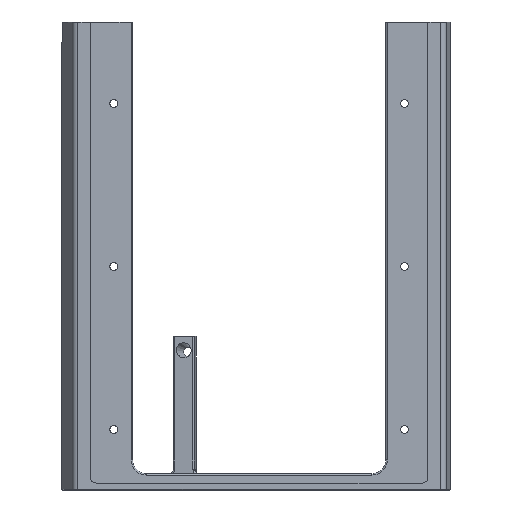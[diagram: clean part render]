
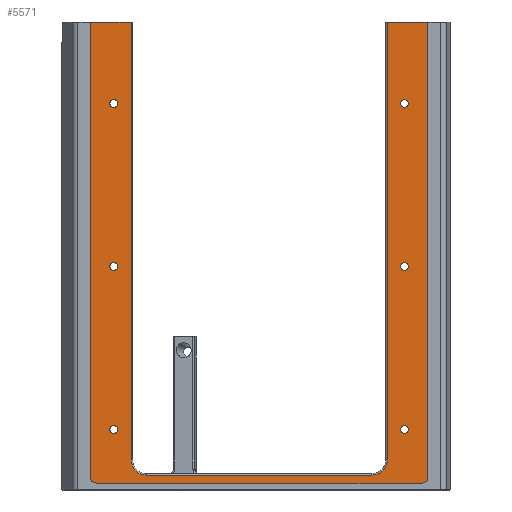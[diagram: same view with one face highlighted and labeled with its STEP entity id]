
A CAD part, front view. The second image highlights one B-rep face of the part: STEP entity #5571.
In plain terms, the highlighted planar face has unit normal (0, -1, 0).
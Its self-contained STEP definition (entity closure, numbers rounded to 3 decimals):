
#85=PLANE('',#2652);
#333=VECTOR('',#1849,1.);
#334=VECTOR('',#1861,1.);
#335=VECTOR('',#1873,1.);
#337=VECTOR('',#1876,1.);
#338=VECTOR('',#1877,1.);
#339=VECTOR('',#1880,1.);
#340=VECTOR('',#1883,1.);
#693=LINE('',#6921,#333);
#694=LINE('',#6930,#334);
#695=LINE('',#6941,#335);
#697=LINE('',#6944,#337);
#698=LINE('',#6946,#338);
#699=LINE('',#6950,#339);
#700=LINE('',#6954,#340);
#1227=VERTEX_POINT('',#6915);
#1230=VERTEX_POINT('',#6920);
#1231=VERTEX_POINT('',#6924);
#1232=VERTEX_POINT('',#6929);
#1234=VERTEX_POINT('',#6934);
#1236=VERTEX_POINT('',#6940);
#1237=VERTEX_POINT('',#6945);
#1238=VERTEX_POINT('',#6947);
#1239=VERTEX_POINT('',#6949);
#1240=VERTEX_POINT('',#6951);
#1241=VERTEX_POINT('',#6953);
#1242=VERTEX_POINT('',#6955);
#1243=VERTEX_POINT('',#6957);
#1244=VERTEX_POINT('',#6959);
#1245=VERTEX_POINT('',#6961);
#1246=VERTEX_POINT('',#6963);
#1247=VERTEX_POINT('',#6965);
#1248=VERTEX_POINT('',#6967);
#1849=DIRECTION('',(0.,0.,1.));
#1853=DIRECTION('',(0.,-1.,0.));
#1854=DIRECTION('',(4.667,0.,-4.667));
#1861=DIRECTION('',(1.,0.,0.));
#1865=DIRECTION('',(0.,-1.,0.));
#1866=DIRECTION('',(-4.667,0.,-4.667));
#1873=DIRECTION('',(0.,0.,-1.));
#1875=DIRECTION('',(0.,1.,0.));
#1876=DIRECTION('',(1.,0.,0.));
#1877=DIRECTION('',(0.,0.,-1.));
#1878=DIRECTION('',(0.,-1.,0.));
#1879=DIRECTION('',(-1.697,0.,-1.697));
#1880=DIRECTION('',(1.,0.,0.));
#1881=DIRECTION('',(0.,-1.,0.));
#1882=DIRECTION('',(1.697,0.,-1.697));
#1883=DIRECTION('',(0.,0.,1.));
#1884=DIRECTION('',(0.,1.,0.));
#1885=DIRECTION('',(0.,0.,-1.7));
#1886=DIRECTION('',(0.,1.,0.));
#1887=DIRECTION('',(0.,0.,-1.7));
#1888=DIRECTION('',(0.,1.,0.));
#1889=DIRECTION('',(0.,0.,-1.7));
#1890=DIRECTION('',(0.,1.,0.));
#1891=DIRECTION('',(0.,0.,-1.7));
#1892=DIRECTION('',(0.,1.,0.));
#1893=DIRECTION('',(0.,0.,-1.7));
#1894=DIRECTION('',(0.,1.,0.));
#1895=DIRECTION('',(0.,0.,-1.7));
#2642=AXIS2_PLACEMENT_3D('',#6925,#1853,#1854);
#2648=AXIS2_PLACEMENT_3D('',#6935,#1865,#1866);
#2652=AXIS2_PLACEMENT_3D('',#6943,#1875,$);
#2653=AXIS2_PLACEMENT_3D('',#6948,#1878,#1879);
#2654=AXIS2_PLACEMENT_3D('',#6952,#1881,#1882);
#2655=AXIS2_PLACEMENT_3D('',#6956,#1884,#1885);
#2656=AXIS2_PLACEMENT_3D('',#6958,#1886,#1887);
#2657=AXIS2_PLACEMENT_3D('',#6960,#1888,#1889);
#2658=AXIS2_PLACEMENT_3D('',#6962,#1890,#1891);
#2659=AXIS2_PLACEMENT_3D('',#6964,#1892,#1893);
#2660=AXIS2_PLACEMENT_3D('',#6966,#1894,#1895);
#2992=CIRCLE('',#2642,6.6);
#2996=CIRCLE('',#2648,6.6);
#2999=CIRCLE('',#2653,2.4);
#3000=CIRCLE('',#2654,2.4);
#3001=CIRCLE('',#2655,1.7);
#3002=CIRCLE('',#2656,1.7);
#3003=CIRCLE('',#2657,1.7);
#3004=CIRCLE('',#2658,1.7);
#3005=CIRCLE('',#2659,1.7);
#3006=CIRCLE('',#2660,1.7);
#3390=EDGE_CURVE('',#1230,#1227,#693,.T.);
#3392=EDGE_CURVE('',#1231,#1230,#2992,.T.);
#3395=EDGE_CURVE('',#1232,#1231,#694,.T.);
#3397=EDGE_CURVE('',#1234,#1232,#2996,.T.);
#3400=EDGE_CURVE('',#1236,#1234,#695,.T.);
#3402=EDGE_CURVE('',#1237,#1236,#697,.T.);
#3403=EDGE_CURVE('',#1237,#1238,#698,.T.);
#3404=EDGE_CURVE('',#1238,#1239,#2999,.T.);
#3405=EDGE_CURVE('',#1239,#1240,#699,.T.);
#3406=EDGE_CURVE('',#1240,#1241,#3000,.T.);
#3407=EDGE_CURVE('',#1241,#1242,#700,.T.);
#3408=EDGE_CURVE('',#1227,#1242,#697,.T.);
#3409=EDGE_CURVE('',#1243,#1243,#3001,.T.);
#3410=EDGE_CURVE('',#1244,#1244,#3002,.T.);
#3411=EDGE_CURVE('',#1245,#1245,#3003,.T.);
#3412=EDGE_CURVE('',#1246,#1246,#3004,.T.);
#3413=EDGE_CURVE('',#1247,#1247,#3005,.T.);
#3414=EDGE_CURVE('',#1248,#1248,#3006,.T.);
#4161=ORIENTED_EDGE('',*,*,#3390,.F.);
#4162=ORIENTED_EDGE('',*,*,#3392,.F.);
#4163=ORIENTED_EDGE('',*,*,#3395,.F.);
#4164=ORIENTED_EDGE('',*,*,#3397,.F.);
#4165=ORIENTED_EDGE('',*,*,#3400,.F.);
#4166=ORIENTED_EDGE('',*,*,#3402,.F.);
#4167=ORIENTED_EDGE('',*,*,#3403,.T.);
#4168=ORIENTED_EDGE('',*,*,#3404,.T.);
#4169=ORIENTED_EDGE('',*,*,#3405,.T.);
#4170=ORIENTED_EDGE('',*,*,#3406,.T.);
#4171=ORIENTED_EDGE('',*,*,#3407,.T.);
#4172=ORIENTED_EDGE('',*,*,#3408,.F.);
#4173=ORIENTED_EDGE('',*,*,#3409,.T.);
#4174=ORIENTED_EDGE('',*,*,#3410,.T.);
#4175=ORIENTED_EDGE('',*,*,#3411,.T.);
#4176=ORIENTED_EDGE('',*,*,#3412,.T.);
#4177=ORIENTED_EDGE('',*,*,#3413,.T.);
#4178=ORIENTED_EDGE('',*,*,#3414,.T.);
#5005=EDGE_LOOP('',(#4161,#4162,#4163,#4164,#4165,#4166,#4167,#4168,#4169,
#4170,#4171,#4172));
#5006=EDGE_LOOP('',(#4173));
#5007=EDGE_LOOP('',(#4174));
#5008=EDGE_LOOP('',(#4175));
#5009=EDGE_LOOP('',(#4176));
#5010=EDGE_LOOP('',(#4177));
#5011=EDGE_LOOP('',(#4178));
#5293=FACE_BOUND('',#5005,.T.);
#5294=FACE_BOUND('',#5006,.T.);
#5295=FACE_BOUND('',#5007,.T.);
#5296=FACE_BOUND('',#5008,.T.);
#5297=FACE_BOUND('',#5009,.T.);
#5298=FACE_BOUND('',#5010,.T.);
#5299=FACE_BOUND('',#5011,.T.);
#5571=ADVANCED_FACE('',(#5293,#5294,#5295,#5296,#5297,#5298,#5299),#85,
 .F.);
#6915=CARTESIAN_POINT('',(134.785,1.6,198.));
#6920=CARTESIAN_POINT('',(134.785,1.6,10.));
#6921=CARTESIAN_POINT('',(134.785,1.6,100.));
#6924=CARTESIAN_POINT('',(128.185,1.6,3.4));
#6925=CARTESIAN_POINT('',(128.185,1.6,10.));
#6929=CARTESIAN_POINT('',(31.385,1.6,3.4));
#6930=CARTESIAN_POINT('',(79.785,1.6,3.4));
#6934=CARTESIAN_POINT('',(24.785,1.6,10.));
#6935=CARTESIAN_POINT('',(31.385,1.6,10.));
#6940=CARTESIAN_POINT('',(24.785,1.6,198.));
#6941=CARTESIAN_POINT('',(24.785,1.6,100.));
#6943=CARTESIAN_POINT('',(79.785,1.6,99.));
#6944=CARTESIAN_POINT('',(76.186,1.6,198.));
#6945=CARTESIAN_POINT('',(7.385,1.6,198.));
#6946=CARTESIAN_POINT('',(7.385,1.6,0.));
#6947=CARTESIAN_POINT('',(7.385,1.6,2.4));
#6948=CARTESIAN_POINT('',(9.785,1.6,2.4));
#6949=CARTESIAN_POINT('',(9.785,1.6,0.));
#6950=CARTESIAN_POINT('',(152.185,1.6,0.));
#6951=CARTESIAN_POINT('',(149.785,1.6,0.));
#6952=CARTESIAN_POINT('',(149.785,1.6,2.4));
#6953=CARTESIAN_POINT('',(152.185,1.6,2.4));
#6954=CARTESIAN_POINT('',(152.185,1.6,198.));
#6955=CARTESIAN_POINT('',(152.185,1.6,198.));
#6956=CARTESIAN_POINT('',(17.335,1.6,23.));
#6957=CARTESIAN_POINT('',(17.335,1.6,21.3));
#6958=CARTESIAN_POINT('',(17.335,1.6,93.));
#6959=CARTESIAN_POINT('',(17.335,1.6,91.3));
#6960=CARTESIAN_POINT('',(17.335,1.6,163.));
#6961=CARTESIAN_POINT('',(17.335,1.6,161.3));
#6962=CARTESIAN_POINT('',(142.185,1.6,163.));
#6963=CARTESIAN_POINT('',(142.185,1.6,161.3));
#6964=CARTESIAN_POINT('',(142.185,1.6,93.));
#6965=CARTESIAN_POINT('',(142.185,1.6,91.3));
#6966=CARTESIAN_POINT('',(142.185,1.6,23.));
#6967=CARTESIAN_POINT('',(142.185,1.6,21.3));
